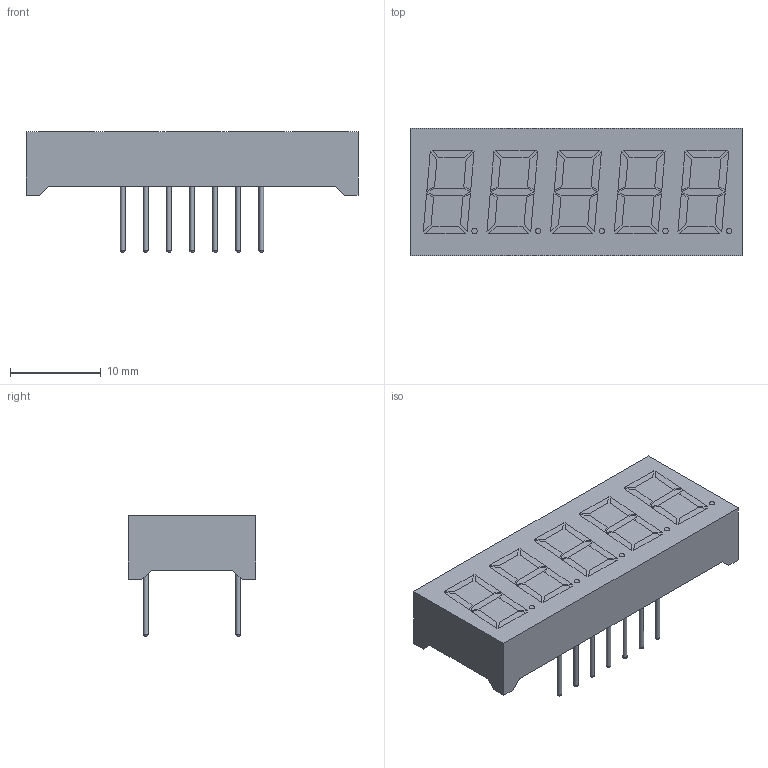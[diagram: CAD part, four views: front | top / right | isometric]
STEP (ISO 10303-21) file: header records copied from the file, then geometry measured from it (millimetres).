
FILE_DESCRIPTION(/* description */ (''),/* implementation_level */ '2;1');
FILE_NAME(/* name */ '5 digit 7 segment LED.step',/* time_stamp */ '2020-09-13T21:19:43-07:00',/* author */ (''),/* organization */ (''),/* preprocessor_version */ 'ST-DEVELOPER v18.1',/* originating_system */ 'Autodesk Translation Framework v9.3.0.1241',/* authorisation */ '');
FILE_SCHEMA (('AUTOMOTIVE_DESIGN { 1 0 10303 214 3 1 1 }'));
Length unit declared in the file: millimetre
Products named in the file (1): 5 digit 7 segment LED
Bounding box: 36.5 x 14 x 13.3 mm (x, y, z)
Volume: 3097.8 mm3; surface area: 1924.1 mm2
Topology: 15 solids, 55 shells, 134 faces, 339 edges, 275 vertices
Faces by surface type: plane 98, cylinder 22, bspline 14
Full cylindrical faces by diameter (mm): 0.51 x14
Entity records: 4514 total; most frequent: CARTESIAN_POINT 1113, DIRECTION 668, ORIENTED_EDGE 523, EDGE_CURVE 339, VERTEX_POINT 275, LINE 252, VECTOR 252, AXIS2_PLACEMENT_3D 208
